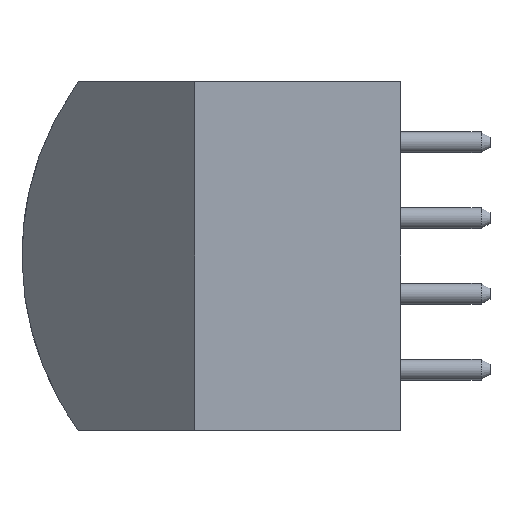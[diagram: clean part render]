
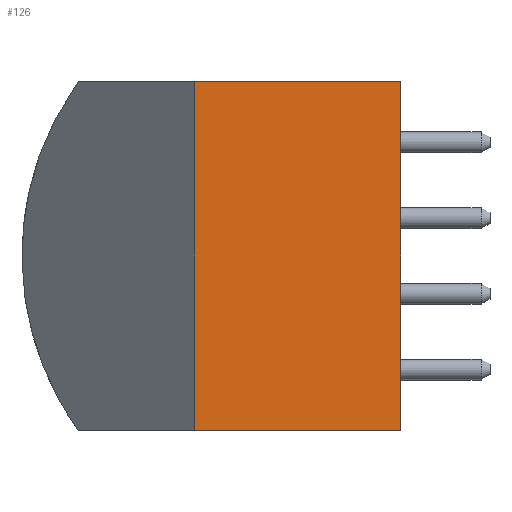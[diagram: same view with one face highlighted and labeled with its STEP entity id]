
A CAD part, left-side view. The second image highlights one B-rep face of the part: STEP entity #126.
In plain terms, the highlighted planar face has unit normal (-1, 0, 0).
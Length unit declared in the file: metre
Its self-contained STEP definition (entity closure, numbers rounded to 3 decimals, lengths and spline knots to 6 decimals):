
#126 = ADVANCED_FACE( '', ( #282 ), #283, .T. );
#282 = FACE_OUTER_BOUND( '', #442, .T. );
#283 = PLANE( '', #443 );
#442 = EDGE_LOOP( '', ( #674, #675, #676, #677 ) );
#443 = AXIS2_PLACEMENT_3D( '', #678, #679, #680 );
#674 = ORIENTED_EDGE( '', *, *, #808, .T. );
#675 = ORIENTED_EDGE( '', *, *, #772, .T. );
#676 = ORIENTED_EDGE( '', *, *, #788, .T. );
#677 = ORIENTED_EDGE( '', *, *, #736, .T. );
#678 = CARTESIAN_POINT( '', ( -0.025, -0.0069, 0. ) );
#679 = DIRECTION( '', ( -1., 0., 0. ) );
#680 = DIRECTION( '', ( 0., 0., 1. ) );
#736 = EDGE_CURVE( '', #828, #826, #829, .T. );
#772 = EDGE_CURVE( '', #890, #888, #891, .T. );
#788 = EDGE_CURVE( '', #888, #828, #913, .T. );
#808 = EDGE_CURVE( '', #826, #890, #938, .T. );
#826 = VERTEX_POINT( '', #957 );
#828 = VERTEX_POINT( '', #960 );
#829 = LINE( '', #961, #962 );
#888 = VERTEX_POINT( '', #1023 );
#890 = VERTEX_POINT( '', #1026 );
#891 = LINE( '', #1027, #1028 );
#913 = LINE( '', #1053, #1054 );
#938 = LINE( '', #1081, #1082 );
#957 = CARTESIAN_POINT( '', ( -0.025, -0.0069, 0.00585 ) );
#960 = CARTESIAN_POINT( '', ( -0.025, -0.0069, -0.00585 ) );
#961 = CARTESIAN_POINT( '', ( -0.025, -0.0069, 0. ) );
#962 = VECTOR( '', #1100, 1. );
#1023 = CARTESIAN_POINT( '', ( -0.025, 0., -0.00585 ) );
#1026 = CARTESIAN_POINT( '', ( -0.025, 0., 0.00585 ) );
#1027 = CARTESIAN_POINT( '', ( -0.025, 0., 0. ) );
#1028 = VECTOR( '', #1170, 1. );
#1053 = CARTESIAN_POINT( '', ( -0.025, 0., -0.00585 ) );
#1054 = VECTOR( '', #1189, 1. );
#1081 = CARTESIAN_POINT( '', ( -0.025, 0., 0.00585 ) );
#1082 = VECTOR( '', #1207, 1. );
#1100 = DIRECTION( '', ( 0., 0., 1. ) );
#1170 = DIRECTION( '', ( 0., 0., -1. ) );
#1189 = DIRECTION( '', ( 0., -1., 0. ) );
#1207 = DIRECTION( '', ( 0., 1., 0. ) );
